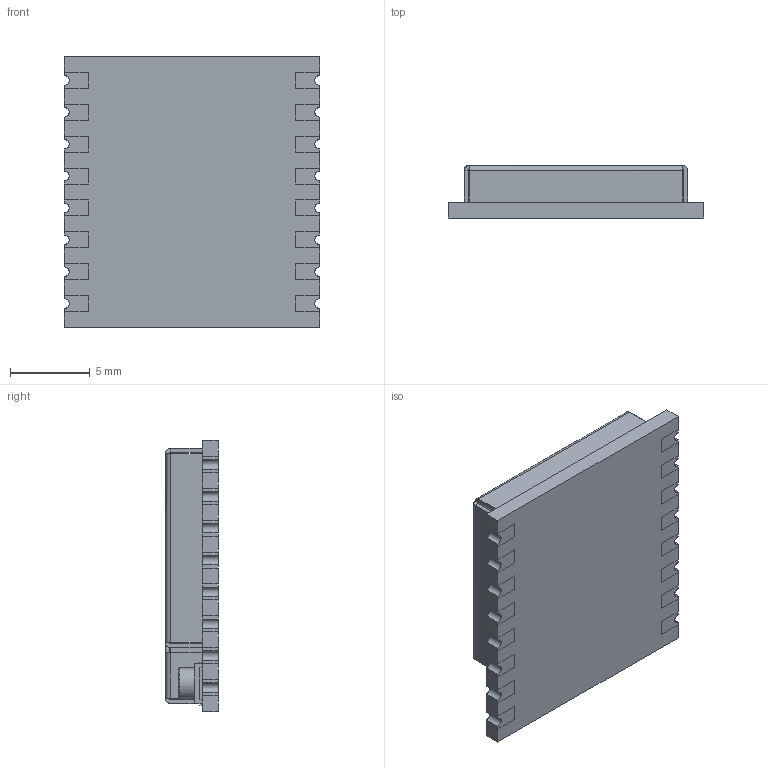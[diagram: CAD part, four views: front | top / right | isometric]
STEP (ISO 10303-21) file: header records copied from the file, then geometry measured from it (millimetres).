
FILE_DESCRIPTION (( 'STEP AP214' ), '1' );
FILE_NAME ('Ra-02 LoRa.STEP', '2021-11-15T21:38:18', ( '' ), ( '' ), 'SwSTEP 2.0', 'SolidWorks 2017', '' );
FILE_SCHEMA (( 'AUTOMOTIVE_DESIGN' ));
Length unit declared in the file: millimetre
Products named in the file (1): Ra-02 LoRa
Bounding box: 16 x 3.3 x 17 mm (x, y, z)
Volume: 354.4 mm3; surface area: 1438.6 mm2
Topology: 25 solids, 25 shells, 371 faces, 950 edges, 627 vertices
Faces by surface type: plane 329, cylinder 34, cone 4, bspline 2, sphere 2
Entity records: 11319 total; most frequent: CARTESIAN_POINT 2014, ORIENTED_EDGE 1892, DIRECTION 1749, EDGE_CURVE 946, VECTOR 869, LINE 869, VERTEX_POINT 625, AXIS2_PLACEMENT_3D 440
